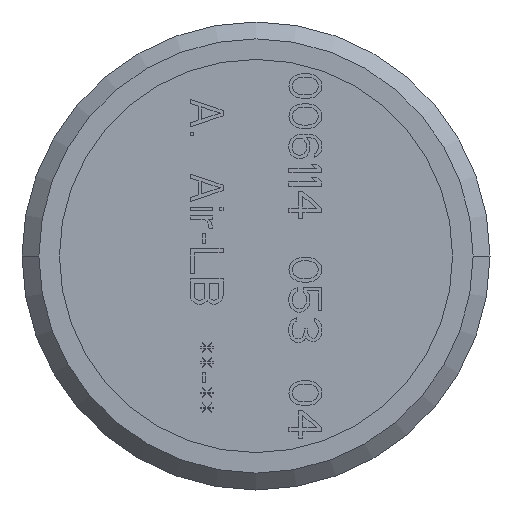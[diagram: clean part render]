
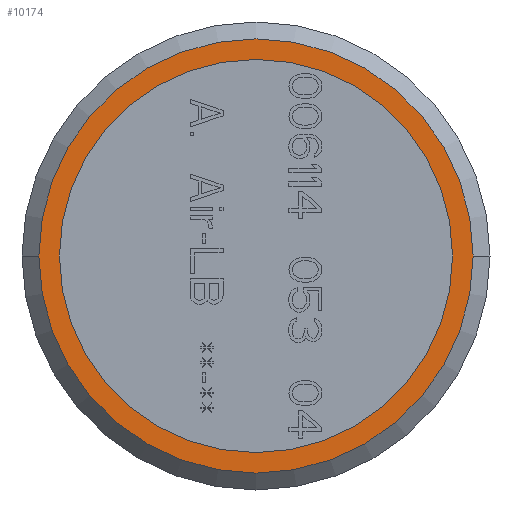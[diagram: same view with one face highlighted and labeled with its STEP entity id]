
A CAD part, left-side view. The second image highlights one B-rep face of the part: STEP entity #10174.
In plain terms, the highlighted planar face has unit normal (-1, 0, 0).
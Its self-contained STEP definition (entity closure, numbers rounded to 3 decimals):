
#19=CARTESIAN_POINT('',(-1.004,0.,0.));
#20=DIRECTION('',(-1.,0.,0.));
#21=DIRECTION('',(0.,1.,0.));
#22=AXIS2_PLACEMENT_3D('',#19,#20,#21);
#29=CARTESIAN_POINT('',(-1.004,0.,0.));
#30=DIRECTION('',(-1.,0.,0.));
#31=DIRECTION('',(0.,1.,0.));
#32=AXIS2_PLACEMENT_3D('',#29,#30,#31);
#34=CARTESIAN_POINT('',(-1.004,0.,0.));
#35=DIRECTION('',(-1.,0.,0.));
#36=DIRECTION('',(0.,-1.,0.));
#37=AXIS2_PLACEMENT_3D('',#34,#35,#36);
#39=CARTESIAN_POINT('',(-1.004,0.,0.));
#40=DIRECTION('',(1.,0.,0.));
#41=DIRECTION('',(0.,1.,0.));
#42=AXIS2_PLACEMENT_3D('',#39,#40,#41);
#7833=CARTESIAN_POINT('',(-1.004,6.6,0.));
#7834=CARTESIAN_POINT('',(-1.004,-6.6,0.));
#7835=VERTEX_POINT('',#7833);
#7836=VERTEX_POINT('',#7834);
#7859=CARTESIAN_POINT('',(-1.004,5.976,0.));
#7860=CARTESIAN_POINT('',(-1.004,-5.976,0.));
#7861=VERTEX_POINT('',#7859);
#7862=VERTEX_POINT('',#7860);
#10158=CARTESIAN_POINT('',(-1.004,0.,0.));
#10159=DIRECTION('',(1.,0.,0.));
#10160=DIRECTION('',(0.,-1.,0.));
#10161=AXIS2_PLACEMENT_3D('',#10158,#10159,#10160);
#10162=PLANE('',#10161);
#10163=ORIENTED_EDGE('',*,*,#10148,.F.);
#10165=ORIENTED_EDGE('',*,*,#10164,.T.);
#10166=EDGE_LOOP('',(#10163,#10165));
#10167=FACE_OUTER_BOUND('',#10166,.F.);
#10169=ORIENTED_EDGE('',*,*,#10168,.T.);
#10171=ORIENTED_EDGE('',*,*,#10170,.T.);
#10172=EDGE_LOOP('',(#10169,#10171));
#10173=FACE_BOUND('',#10172,.F.);
#10174=ADVANCED_FACE('',(#10167,#10173),#10162,.F.);
#23=CIRCLE('',#22,6.6);
#33=CIRCLE('',#32,5.976);
#38=CIRCLE('',#37,5.976);
#43=CIRCLE('',#42,6.6);
#10148=EDGE_CURVE('',#7835,#7836,#23,.T.);
#10164=EDGE_CURVE('',#7835,#7836,#43,.T.);
#10168=EDGE_CURVE('',#7861,#7862,#33,.T.);
#10170=EDGE_CURVE('',#7862,#7861,#38,.T.);
